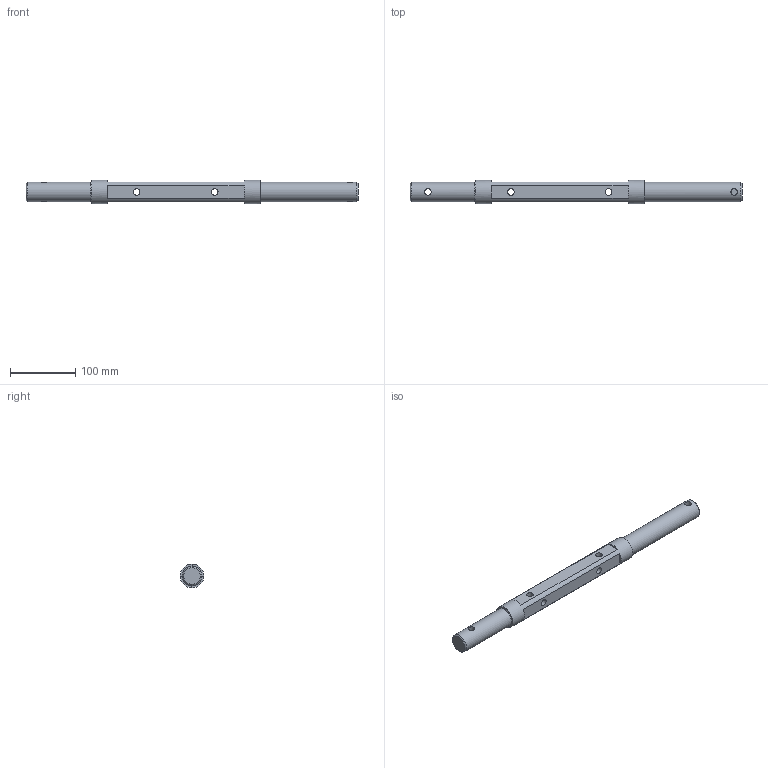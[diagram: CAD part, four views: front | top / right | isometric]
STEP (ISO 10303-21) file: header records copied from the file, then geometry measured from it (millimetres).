
FILE_DESCRIPTION(/* description */ ('Unknown'),/* implementation_level */ '2;1');
FILE_NAME(/* name */ 'Arbre rotor',/* time_stamp */ '2019-03-12T20:50:09+01:00',/* author */ ('Unknown'),/* organization */ ('Unknown'),/* preprocessor_version */ 'ST-DEVELOPER v16.7',/* originating_system */ 'DEX',/* authorisation */ $);
FILE_SCHEMA (('AUTOMOTIVE_DESIGN {1 0 10303 214 3 1 1}'));
Length unit declared in the file: millimetre
Products named in the file (1): Arbre rotor
Bounding box: 510 x 36 x 36 mm (x, y, z)
Volume: 392909.9 mm3; surface area: 58871.7 mm2
Topology: 1 solids, 1 shells, 32 faces, 73 edges, 48 vertices
Faces by surface type: plane 18, cylinder 10, torus 2, cone 2
Full cylindrical faces by diameter (mm): 10 x7, 30 x2, 36 x1
Entity records: 866 total; most frequent: CARTESIAN_POINT 193, DIRECTION 138, ORIENTED_EDGE 96, EDGE_LOOP 64, FACE_BOUND 64, AXIS2_PLACEMENT_3D 61, EDGE_CURVE 48, VERTEX_POINT 40
